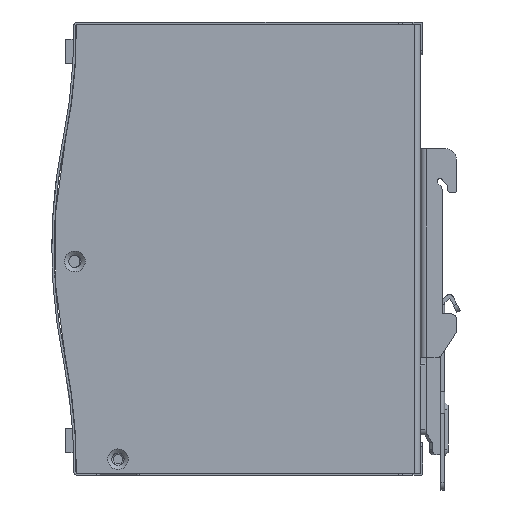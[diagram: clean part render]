
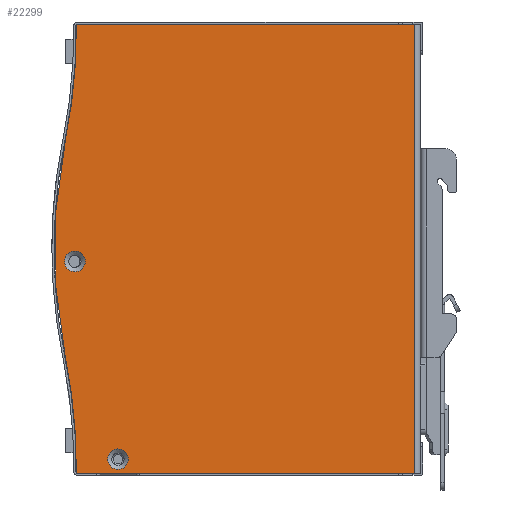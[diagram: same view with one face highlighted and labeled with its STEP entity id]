
A CAD part, front view. The second image highlights one B-rep face of the part: STEP entity #22299.
In plain terms, the highlighted planar face has unit normal (0, -1, 0).
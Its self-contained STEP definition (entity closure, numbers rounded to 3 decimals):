
#472=CIRCLE('',#23511,0.5);
#473=CIRCLE('',#23512,150.);
#474=CIRCLE('',#23513,150.);
#475=CIRCLE('',#23514,150.);
#476=CIRCLE('',#23515,0.5);
#477=CIRCLE('',#23516,2.85);
#478=CIRCLE('',#23517,2.85);
#1217=VERTEX_POINT('',#30640);
#1218=VERTEX_POINT('',#30642);
#1219=VERTEX_POINT('',#30651);
#1220=VERTEX_POINT('',#30653);
#1221=VERTEX_POINT('',#30655);
#1222=VERTEX_POINT('',#30656);
#1223=VERTEX_POINT('',#30658);
#1224=VERTEX_POINT('',#30660);
#1225=VERTEX_POINT('',#30662);
#1226=VERTEX_POINT('',#30664);
#1227=VERTEX_POINT('',#30666);
#1228=VERTEX_POINT('',#30667);
#1229=VERTEX_POINT('',#30669);
#1230=VERTEX_POINT('',#30670);
#3492=VECTOR('',#25314,1.);
#3496=VECTOR('',#25323,1.);
#3497=VECTOR('',#25324,1.);
#6366=LINE('',#30641,#3492);
#6370=LINE('',#30650,#3496);
#6371=LINE('',#30652,#3497);
#9271=EDGE_CURVE('',#1217,#1218,#6366,.T.);
#9276=EDGE_CURVE('',#1218,#1219,#6370,.T.);
#9277=EDGE_CURVE('',#1217,#1220,#6371,.T.);
#9278=EDGE_CURVE('',#1220,#1221,#472,.T.);
#9279=EDGE_CURVE('',#1221,#1222,#472,.T.);
#9280=EDGE_CURVE('',#1223,#1222,#473,.T.);
#9281=EDGE_CURVE('',#1223,#1224,#474,.T.);
#9282=EDGE_CURVE('',#1225,#1224,#475,.T.);
#9283=EDGE_CURVE('',#1225,#1226,#476,.T.);
#9284=EDGE_CURVE('',#1226,#1219,#476,.T.);
#9285=EDGE_CURVE('',#1227,#1228,#477,.T.);
#9286=EDGE_CURVE('',#1228,#1227,#477,.T.);
#9287=EDGE_CURVE('',#1229,#1230,#478,.T.);
#9288=EDGE_CURVE('',#1230,#1229,#478,.T.);
#12778=ORIENTED_EDGE('',*,*,#9276,.F.);
#12779=ORIENTED_EDGE('',*,*,#9271,.F.);
#12780=ORIENTED_EDGE('',*,*,#9277,.T.);
#12781=ORIENTED_EDGE('',*,*,#9278,.T.);
#12782=ORIENTED_EDGE('',*,*,#9279,.T.);
#12783=ORIENTED_EDGE('',*,*,#9280,.F.);
#12784=ORIENTED_EDGE('',*,*,#9281,.T.);
#12785=ORIENTED_EDGE('',*,*,#9282,.F.);
#12786=ORIENTED_EDGE('',*,*,#9283,.T.);
#12787=ORIENTED_EDGE('',*,*,#9284,.T.);
#12788=ORIENTED_EDGE('',*,*,#9285,.T.);
#12789=ORIENTED_EDGE('',*,*,#9286,.T.);
#12790=ORIENTED_EDGE('',*,*,#9287,.T.);
#12791=ORIENTED_EDGE('',*,*,#9288,.T.);
#19419=EDGE_LOOP('',(#12778,#12779,#12780,#12781,#12782,#12783,#12784,#12785,
#12786,#12787));
#19420=EDGE_LOOP('',(#12788,#12789));
#19421=EDGE_LOOP('',(#12790,#12791));
#20864=FACE_BOUND('',#19419,.T.);
#20865=FACE_BOUND('',#19420,.T.);
#20866=FACE_BOUND('',#19421,.T.);
#22299=ADVANCED_FACE('',(#20864,#20865,#20866),#37447,.T.);
#23510=AXIS2_PLACEMENT_3D('',#30649,#25322,$);
#23511=AXIS2_PLACEMENT_3D('',#30654,#25325,#25326);
#23512=AXIS2_PLACEMENT_3D('',#30657,#25327,#25328);
#23513=AXIS2_PLACEMENT_3D('',#30659,#25329,#25330);
#23514=AXIS2_PLACEMENT_3D('',#30661,#25331,#25332);
#23515=AXIS2_PLACEMENT_3D('',#30663,#25333,#25334);
#23516=AXIS2_PLACEMENT_3D('',#30665,#25335,#25336);
#23517=AXIS2_PLACEMENT_3D('',#30668,#25337,#25338);
#25314=DIRECTION('',(0.,0.,-1.));
#25322=DIRECTION('',(0.,-1.,0.));
#25323=DIRECTION('',(-1.,0.,0.));
#25324=DIRECTION('',(-1.,0.,0.));
#25325=DIRECTION('',(0.,-1.,0.));
#25326=DIRECTION('',(-0.5,0.,0.));
#25327=DIRECTION('',(0.,-1.,0.));
#25328=DIRECTION('',(0.,0.,-150.));
#25329=DIRECTION('',(0.,-1.,0.));
#25330=DIRECTION('',(0.,0.,-150.));
#25331=DIRECTION('',(0.,-1.,0.));
#25332=DIRECTION('',(0.,0.,-150.));
#25333=DIRECTION('',(0.,-1.,0.));
#25334=DIRECTION('',(-0.5,0.,0.));
#25335=DIRECTION('',(0.,1.,0.));
#25336=DIRECTION('',(-2.85,0.,0.));
#25337=DIRECTION('',(0.,1.,0.));
#25338=DIRECTION('',(-2.85,0.,0.));
#30640=CARTESIAN_POINT('',(84.453,13.236,74.));
#30641=CARTESIAN_POINT('',(84.453,13.236,74.));
#30642=CARTESIAN_POINT('',(84.453,13.236,-50.));
#30649=CARTESIAN_POINT('',(-13.667,13.236,0.));
#30650=CARTESIAN_POINT('',(84.453,13.236,-50.));
#30651=CARTESIAN_POINT('',(-8.439,13.236,-50.));
#30652=CARTESIAN_POINT('',(84.453,13.236,74.));
#30653=CARTESIAN_POINT('',(-8.439,13.236,74.));
#30654=CARTESIAN_POINT('',(-8.439,13.236,73.5));
#30655=CARTESIAN_POINT('',(-8.939,13.236,73.5));
#30656=CARTESIAN_POINT('',(-8.939,13.236,73.495));
#30657=CARTESIAN_POINT('',(-158.932,13.236,72.019));
#30658=CARTESIAN_POINT('',(-11.964,13.236,42.01));
#30659=CARTESIAN_POINT('',(135.003,13.236,12.));
#30660=CARTESIAN_POINT('',(-11.964,13.236,-18.01));
#30661=CARTESIAN_POINT('',(-158.932,13.236,-48.019));
#30662=CARTESIAN_POINT('',(-8.939,13.236,-49.495));
#30663=CARTESIAN_POINT('',(-8.439,13.236,-49.5));
#30664=CARTESIAN_POINT('',(-8.939,13.236,-49.5));
#30665=CARTESIAN_POINT('',(2.553,13.236,-46.1));
#30666=CARTESIAN_POINT('',(5.403,13.236,-46.1));
#30667=CARTESIAN_POINT('',(-0.297,13.236,-46.1));
#30668=CARTESIAN_POINT('',(-9.347,13.236,8.5));
#30669=CARTESIAN_POINT('',(-6.497,13.236,8.5));
#30670=CARTESIAN_POINT('',(-12.197,13.236,8.5));
#37447=PLANE('',#23510);
